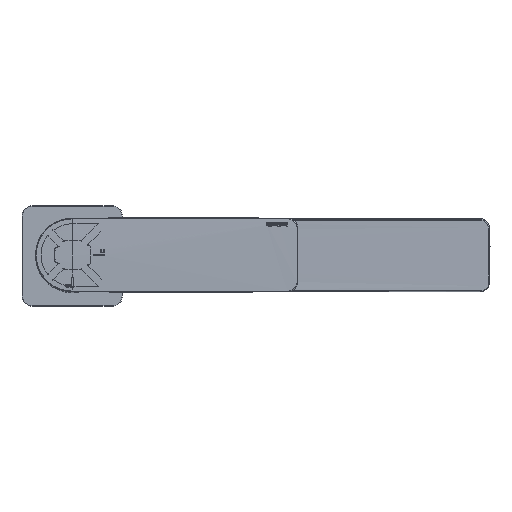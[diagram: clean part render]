
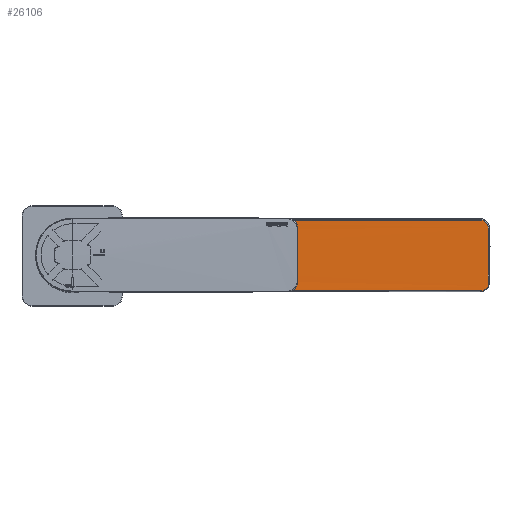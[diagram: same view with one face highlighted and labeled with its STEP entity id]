
A CAD part, top view. The second image highlights one B-rep face of the part: STEP entity #26106.
In plain terms, the highlighted cylindrical face has radius 18520.5 mm (diameter 37041.1 mm), a partial arc.
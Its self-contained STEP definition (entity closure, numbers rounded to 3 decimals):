
#912=B_SPLINE_CURVE_WITH_KNOTS('',3,(#45863,#45864,#45865,#45866,#45867,
#45868,#45869,#45870,#45871,#45872,#45873,#45874,#45875,#45876,#45877,#45878,
#45879,#45880,#45881,#45882,#45883,#45884,#45885,#45886,#45887,#45888,#45889,
#45890,#45891,#45892,#45893,#45894,#45895,#45896),.UNSPECIFIED.,.T.,.F.,
(1,1,1,1,1,1,1,1,1,1,1,1,1,1,1,1,1,1,1,1,1,1,1,1,1,1,1,1,1,1,1,1,1,1,1,
1,1,1),(-0.097,-0.066,-0.033,0.,
0.059,0.091,0.122,0.153,0.184,0.215,
0.247,0.278,0.309,0.34,0.372,
0.403,0.434,0.465,0.497,
0.528,0.559,0.59,0.622,
0.653,0.684,0.715,0.747,
0.778,0.809,0.84,0.872,
0.903,0.934,0.967,1.,1.059,1.091,
1.122),.UNSPECIFIED.);
#913=B_SPLINE_CURVE_WITH_KNOTS('',3,(#45898,#45899,#45900,#45901,#45902,
#45903,#45904,#45905,#45906,#45907,#45908,#45909,#45910,#45911,#45912,#45913,
#45914,#45915),.UNSPECIFIED.,.F.,.F.,(4,1,1,1,1,1,1,1,1,1,1,1,1,1,1,4),
(0.,0.003,0.007,0.01,0.014,
0.02,0.024,0.027,0.03,
0.034,0.037,0.041,0.044,
0.047,0.051,0.054),.UNSPECIFIED.);
#914=B_SPLINE_CURVE_WITH_KNOTS('',3,(#45918,#45919,#45920,#45921),
 .UNSPECIFIED.,.F.,.F.,(4,4),(0.,0.056),.UNSPECIFIED.);
#915=B_SPLINE_CURVE_WITH_KNOTS('',3,(#45923,#45924,#45925,#45926),
 .UNSPECIFIED.,.F.,.F.,(4,4),(0.,0.138),.UNSPECIFIED.);
#916=B_SPLINE_CURVE_WITH_KNOTS('',3,(#45928,#45929,#45930,#45931,#45932),
 .UNSPECIFIED.,.F.,.F.,(4,1,4),(0.,0.002,0.005),
 .UNSPECIFIED.);
#917=B_SPLINE_CURVE_WITH_KNOTS('',3,(#45934,#45935,#45936,#45937),
 .UNSPECIFIED.,.F.,.F.,(4,4),(0.,0.028),.UNSPECIFIED.);
#918=B_SPLINE_CURVE_WITH_KNOTS('',3,(#45939,#45940,#45941,#45942,#45943),
 .UNSPECIFIED.,.F.,.F.,(4,1,4),(0.,0.003,0.006),
 .UNSPECIFIED.);
#919=B_SPLINE_CURVE_WITH_KNOTS('',3,(#45945,#45946,#45947,#45948),
 .UNSPECIFIED.,.F.,.F.,(4,4),(0.,0.167),.UNSPECIFIED.);
#920=B_SPLINE_CURVE_WITH_KNOTS('',3,(#45950,#45951,#45952,#45953),
 .UNSPECIFIED.,.F.,.F.,(4,4),(0.,0.028),.UNSPECIFIED.);
#7827=ORIENTED_EDGE('',*,*,#11065,.T.);
#7828=ORIENTED_EDGE('',*,*,#11066,.T.);
#7829=ORIENTED_EDGE('',*,*,#11067,.T.);
#7830=ORIENTED_EDGE('',*,*,#11068,.F.);
#7831=ORIENTED_EDGE('',*,*,#11069,.T.);
#7832=ORIENTED_EDGE('',*,*,#11070,.T.);
#7833=ORIENTED_EDGE('',*,*,#11071,.T.);
#7834=ORIENTED_EDGE('',*,*,#11072,.T.);
#7835=ORIENTED_EDGE('',*,*,#11073,.T.);
#11065=EDGE_CURVE('',#12998,#12998,#912,.T.);
#11066=EDGE_CURVE('',#12999,#13000,#913,.T.);
#11067=EDGE_CURVE('',#13000,#13001,#914,.T.);
#11068=EDGE_CURVE('',#13002,#13001,#915,.T.);
#11069=EDGE_CURVE('',#13002,#13003,#916,.T.);
#11070=EDGE_CURVE('',#13003,#13004,#917,.T.);
#11071=EDGE_CURVE('',#13004,#13005,#918,.T.);
#11072=EDGE_CURVE('',#13005,#13006,#919,.T.);
#11073=EDGE_CURVE('',#13006,#12999,#920,.T.);
#12998=VERTEX_POINT('',#45897);
#12999=VERTEX_POINT('',#45916);
#13000=VERTEX_POINT('',#45917);
#13001=VERTEX_POINT('',#45922);
#13002=VERTEX_POINT('',#45927);
#13003=VERTEX_POINT('',#45933);
#13004=VERTEX_POINT('',#45938);
#13005=VERTEX_POINT('',#45944);
#13006=VERTEX_POINT('',#45949);
#15377=EDGE_LOOP('',(#7827));
#15378=EDGE_LOOP('',(#7828,#7829,#7830,#7831,#7832,#7833,#7834,#7835));
#16758=FACE_BOUND('',#15377,.T.);
#16759=FACE_BOUND('',#15378,.T.);
#17334=CYLINDRICAL_SURFACE('',#28063,18520.544);
#26106=ADVANCED_FACE('',(#16758,#16759),#17334,.T.);
#28063=AXIS2_PLACEMENT_3D('',#45862,#32542,#32543);
#32542=DIRECTION('',(0.,1.,0.));
#32543=DIRECTION('',(0.,0.,1.));
#45862=CARTESIAN_POINT('',(26.1,-205.615,-18280.835));
#45863=CARTESIAN_POINT('',(14.989,3.14,239.706));
#45864=CARTESIAN_POINT('',(15.393,-0.844,239.706));
#45865=CARTESIAN_POINT('',(14.658,-4.762,239.706));
#45866=CARTESIAN_POINT('',(12.888,-8.249,239.705));
#45867=CARTESIAN_POINT('',(11.04,-10.586,239.703));
#45868=CARTESIAN_POINT('',(8.758,-12.55,239.701));
#45869=CARTESIAN_POINT('',(6.151,-14.004,239.699));
#45870=CARTESIAN_POINT('',(3.292,-14.945,239.695));
#45871=CARTESIAN_POINT('',(0.323,-15.292,239.691));
#45872=CARTESIAN_POINT('',(-2.678,-15.068,239.687));
#45873=CARTESIAN_POINT('',(-5.552,-14.252,239.682));
#45874=CARTESIAN_POINT('',(-8.243,-12.894,239.677));
#45875=CARTESIAN_POINT('',(-10.584,-11.043,239.673));
#45876=CARTESIAN_POINT('',(-12.55,-8.758,239.669));
#45877=CARTESIAN_POINT('',(-14.004,-6.152,239.666));
#45878=CARTESIAN_POINT('',(-14.946,-3.289,239.664));
#45879=CARTESIAN_POINT('',(-15.292,-0.325,239.663));
#45880=CARTESIAN_POINT('',(-15.067,2.681,239.664));
#45881=CARTESIAN_POINT('',(-14.252,5.552,239.665));
#45882=CARTESIAN_POINT('',(-12.894,8.243,239.668));
#45883=CARTESIAN_POINT('',(-11.043,10.584,239.672));
#45884=CARTESIAN_POINT('',(-8.758,12.549,239.677));
#45885=CARTESIAN_POINT('',(-6.151,14.004,239.681));
#45886=CARTESIAN_POINT('',(-3.293,14.945,239.686));
#45887=CARTESIAN_POINT('',(-0.324,15.292,239.691));
#45888=CARTESIAN_POINT('',(2.678,15.068,239.695));
#45889=CARTESIAN_POINT('',(5.552,14.252,239.698));
#45890=CARTESIAN_POINT('',(8.243,12.894,239.701));
#45891=CARTESIAN_POINT('',(10.584,11.043,239.703));
#45892=CARTESIAN_POINT('',(12.55,8.758,239.704));
#45893=CARTESIAN_POINT('',(14.03,6.105,239.705));
#45894=CARTESIAN_POINT('',(14.989,3.14,239.706));
#45895=CARTESIAN_POINT('',(15.393,-0.844,239.706));
#45896=CARTESIAN_POINT('',(14.658,-4.762,239.706));
#45897=CARTESIAN_POINT('',(15.2,0.,239.706));
#45898=CARTESIAN_POINT('',(0.47,16.993,239.692));
#45899=CARTESIAN_POINT('',(-0.672,17.025,239.69));
#45900=CARTESIAN_POINT('',(-2.918,16.863,239.687));
#45901=CARTESIAN_POINT('',(-6.231,15.939,239.681));
#45902=CARTESIAN_POINT('',(-9.246,14.401,239.676));
#45903=CARTESIAN_POINT('',(-12.832,11.555,239.668));
#45904=CARTESIAN_POINT('',(-15.424,7.763,239.663));
#45905=CARTESIAN_POINT('',(-16.774,3.394,239.66));
#45906=CARTESIAN_POINT('',(-17.115,0.023,239.659));
#45907=CARTESIAN_POINT('',(-16.775,-3.397,239.66));
#45908=CARTESIAN_POINT('',(-15.773,-6.639,239.662));
#45909=CARTESIAN_POINT('',(-14.14,-9.644,239.666));
#45910=CARTESIAN_POINT('',(-11.937,-12.263,239.67));
#45911=CARTESIAN_POINT('',(-9.285,-14.377,239.676));
#45912=CARTESIAN_POINT('',(-6.223,-15.942,239.681));
#45913=CARTESIAN_POINT('',(-2.965,-16.854,239.687));
#45914=CARTESIAN_POINT('',(-0.672,-17.025,239.69));
#45915=CARTESIAN_POINT('',(0.47,-16.993,239.692));
#45916=CARTESIAN_POINT('',(0.47,16.993,239.692));
#45917=CARTESIAN_POINT('',(0.47,-16.993,239.692));
#45918=CARTESIAN_POINT('',(0.47,-16.993,239.692));
#45919=CARTESIAN_POINT('',(19.205,-16.474,239.717));
#45920=CARTESIAN_POINT('',(37.948,-16.459,239.715));
#45921=CARTESIAN_POINT('',(56.68,-17.055,239.684));
#45922=CARTESIAN_POINT('',(56.68,-17.055,239.684));
#45923=CARTESIAN_POINT('',(194.748,-17.144,238.941));
#45924=CARTESIAN_POINT('',(148.727,-17.097,239.36));
#45925=CARTESIAN_POINT('',(102.704,-17.065,239.608));
#45926=CARTESIAN_POINT('',(56.68,-17.055,239.684));
#45927=CARTESIAN_POINT('',(194.748,-17.144,238.941));
#45928=CARTESIAN_POINT('',(194.748,-17.144,238.941));
#45929=CARTESIAN_POINT('',(195.548,-17.145,238.934));
#45930=CARTESIAN_POINT('',(197.119,-16.715,238.92));
#45931=CARTESIAN_POINT('',(198.273,-15.546,238.909));
#45932=CARTESIAN_POINT('',(198.663,-14.854,238.905));
#45933=CARTESIAN_POINT('',(198.663,-14.854,238.905));
#45934=CARTESIAN_POINT('',(198.663,-14.854,238.905));
#45935=CARTESIAN_POINT('',(199.088,-5.626,238.901));
#45936=CARTESIAN_POINT('',(199.117,3.604,238.901));
#45937=CARTESIAN_POINT('',(198.75,12.835,238.905));
#45938=CARTESIAN_POINT('',(198.75,12.835,238.905));
#45939=CARTESIAN_POINT('',(198.75,12.835,238.905));
#45940=CARTESIAN_POINT('',(198.709,13.867,238.905));
#45941=CARTESIAN_POINT('',(197.807,15.864,238.913));
#45942=CARTESIAN_POINT('',(195.784,16.697,238.932));
#45943=CARTESIAN_POINT('',(194.751,16.696,238.941));
#45944=CARTESIAN_POINT('',(194.751,16.696,238.941));
#45945=CARTESIAN_POINT('',(194.751,16.696,238.941));
#45946=CARTESIAN_POINT('',(139.162,16.643,239.448));
#45947=CARTESIAN_POINT('',(83.572,16.611,239.704));
#45948=CARTESIAN_POINT('',(27.981,16.61,239.709));
#45949=CARTESIAN_POINT('',(27.981,16.61,239.709));
#45950=CARTESIAN_POINT('',(27.981,16.61,239.709));
#45951=CARTESIAN_POINT('',(18.809,16.61,239.71));
#45952=CARTESIAN_POINT('',(9.639,16.739,239.704));
#45953=CARTESIAN_POINT('',(0.47,16.993,239.692));
